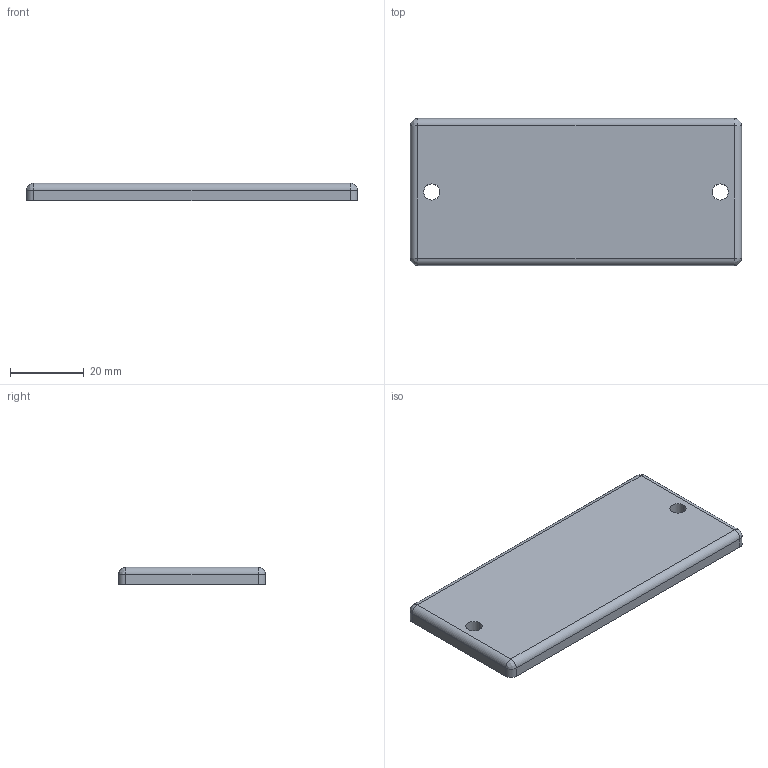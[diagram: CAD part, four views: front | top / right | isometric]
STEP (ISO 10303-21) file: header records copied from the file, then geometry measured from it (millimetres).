
FILE_DESCRIPTION (( 'STEP AP214' ), '1' );
FILE_NAME ('RL105-1.step', '2018-04-12T20:58:12', ( '' ), ( '' ), 'SwSTEP 2.0', 'SolidWorks 2017', '' );
FILE_SCHEMA (( 'AUTOMOTIVE_DESIGN' ));
Length unit declared in the file: inch
Products named in the file (1): RL105-1
Bounding box: 90 x 40 x 4.8 mm (x, y, z)
Volume: 16899.7 mm3; surface area: 8274.5 mm2
Topology: 1 solids, 1 shells, 22 faces, 52 edges, 28 vertices
Faces by surface type: cylinder 12, plane 6, bspline 4
Entity records: 692 total; most frequent: CARTESIAN_POINT 159, DIRECTION 110, ORIENTED_EDGE 96, EDGE_CURVE 48, AXIS2_PLACEMENT_3D 43, VERTEX_POINT 28, EDGE_LOOP 26, VECTOR 24
